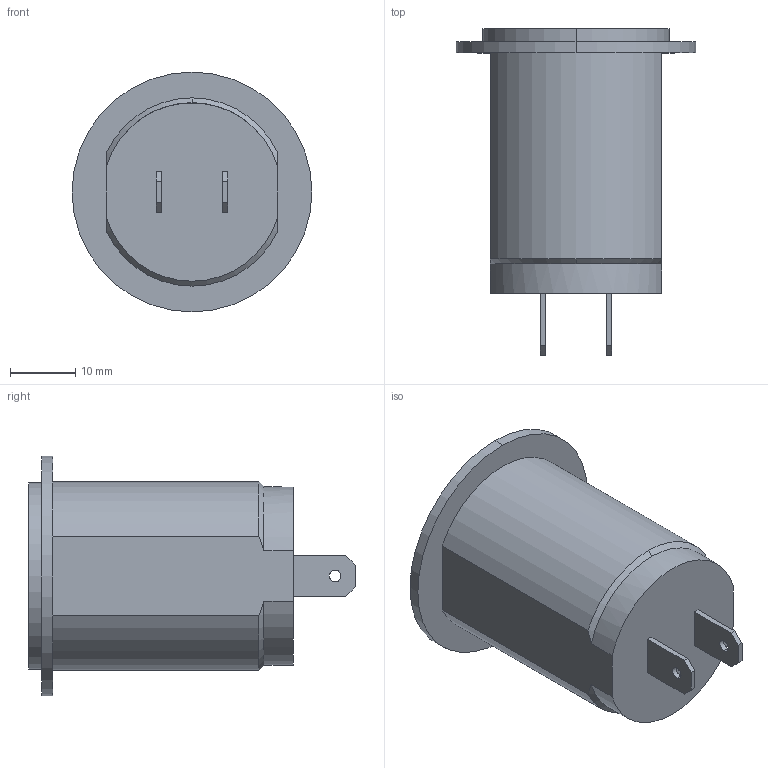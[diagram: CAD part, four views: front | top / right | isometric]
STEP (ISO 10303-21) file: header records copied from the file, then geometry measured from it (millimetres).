
FILE_DESCRIPTION (( 'STEP AP203' ), '1' );
FILE_NAME ('USB car charger.STEP', '2019-08-22T07:47:04', ( '' ), ( '' ), 'SwSTEP 2.0', 'SolidWorks 2016', '' );
FILE_SCHEMA (( 'CONFIG_CONTROL_DESIGN' ));
Length unit declared in the file: millimetre
Products named in the file (1): USB car charger
Bounding box: 36.7 x 50 x 36.7 mm (x, y, z)
Volume: 25079.7 mm3; surface area: 7280.3 mm2
Topology: 1 solids, 1 shells, 174 faces, 450 edges, 300 vertices
Faces by surface type: plane 122, bspline 31, cylinder 18, cone 3
Entity records: 6751 total; most frequent: CARTESIAN_POINT 2584, ORIENTED_EDGE 900, DIRECTION 710, EDGE_CURVE 450, VECTOR 346, LINE 346, VERTEX_POINT 300, EDGE_LOOP 200
